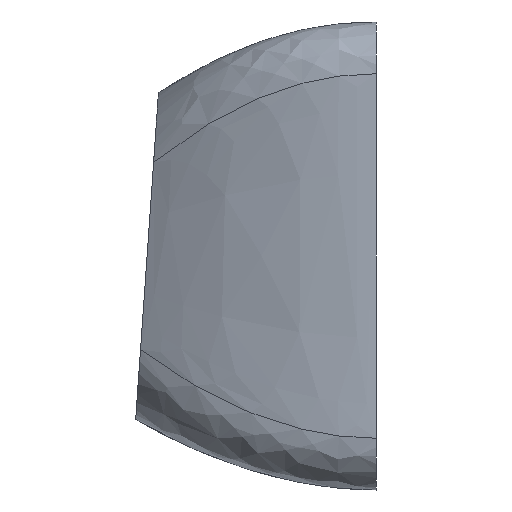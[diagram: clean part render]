
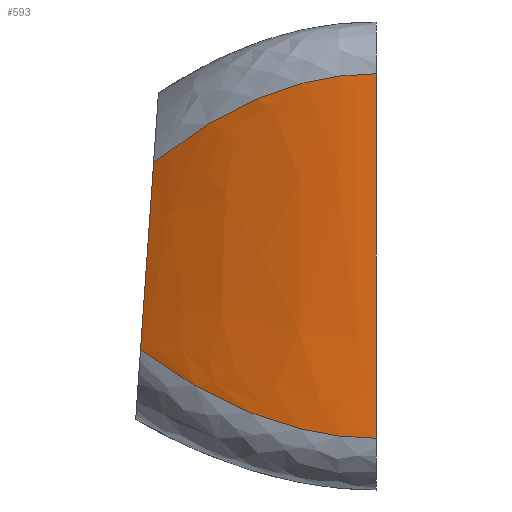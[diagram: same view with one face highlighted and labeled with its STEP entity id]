
A CAD part, left-side view. The second image highlights one B-rep face of the part: STEP entity #593.
In plain terms, the highlighted free-form (B-spline) face has degree [3, 3] with [4, 4] control points.
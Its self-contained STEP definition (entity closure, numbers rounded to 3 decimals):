
#22=LINE('',#1254,#67);
#27=LINE('',#1275,#72);
#67=VECTOR('',#667,10.);
#72=VECTOR('',#684,10.);
#133=B_SPLINE_SURFACE_WITH_KNOTS('',3,3,((#1395,#1396,#1397,#1398),(#1399,
#1400,#1401,#1402),(#1403,#1404,#1405,#1406),(#1407,#1408,#1409,#1410)),
 .UNSPECIFIED.,.F.,.F.,.F.,(4,4),(4,4),(0.,1.),(0.,1.),.UNSPECIFIED.);
#152=FACE_OUTER_BOUND('',#188,.T.);
#188=EDGE_LOOP('',(#469,#470,#471,#472));
#237=B_SPLINE_CURVE_WITH_KNOTS('',3,(#1391,#1392,#1393,#1394),
 .UNSPECIFIED.,.F.,.F.,(4,4),(0.,1.),.UNSPECIFIED.);
#238=B_SPLINE_CURVE_WITH_KNOTS('',3,(#1411,#1412,#1413,#1414),
 .UNSPECIFIED.,.F.,.F.,(4,4),(0.,1.),.UNSPECIFIED.);
#259=VERTEX_POINT('',#1251);
#260=VERTEX_POINT('',#1253);
#269=VERTEX_POINT('',#1272);
#270=VERTEX_POINT('',#1274);
#325=EDGE_CURVE('',#260,#259,#22,.T.);
#335=EDGE_CURVE('',#269,#270,#27,.T.);
#343=EDGE_CURVE('',#269,#260,#237,.T.);
#344=EDGE_CURVE('',#270,#259,#238,.T.);
#469=ORIENTED_EDGE('',*,*,#335,.F.);
#470=ORIENTED_EDGE('',*,*,#343,.T.);
#471=ORIENTED_EDGE('',*,*,#325,.T.);
#472=ORIENTED_EDGE('',*,*,#344,.F.);
#593=ADVANCED_FACE('',(#152),#133,.F.);
#667=DIRECTION('',(0.,0.,1.));
#684=DIRECTION('',(0.,-0.07,0.998));
#1251=CARTESIAN_POINT('',(0.,0.,16.1));
#1253=CARTESIAN_POINT('',(0.,0.,2.));
#1254=CARTESIAN_POINT('',(0.,0.,16.1));
#1272=CARTESIAN_POINT('',(2.7,9.12,5.431));
#1274=CARTESIAN_POINT('',(2.7,8.614,12.669));
#1275=CARTESIAN_POINT('',(2.7,8.614,12.669));
#1391=CARTESIAN_POINT('Ctrl Pts',(2.7,9.12,5.431));
#1392=CARTESIAN_POINT('Ctrl Pts',(0.9,6.08,3.144));
#1393=CARTESIAN_POINT('Ctrl Pts',(0.,2.956,
2.));
#1394=CARTESIAN_POINT('Ctrl Pts',(0.,0.,
2.));
#1395=CARTESIAN_POINT('Ctrl Pts',(2.7,9.12,5.431));
#1396=CARTESIAN_POINT('Ctrl Pts',(0.9,6.08,3.144));
#1397=CARTESIAN_POINT('Ctrl Pts',(0.,2.956,
2.));
#1398=CARTESIAN_POINT('Ctrl Pts',(0.,0.,
2.));
#1399=CARTESIAN_POINT('Ctrl Pts',(2.7,9.022,6.841));
#1400=CARTESIAN_POINT('Ctrl Pts',(0.939,6.014,4.776));
#1401=CARTESIAN_POINT('Ctrl Pts',(0.,2.956,
3.047));
#1402=CARTESIAN_POINT('Ctrl Pts',(0.,0.,
3.047));
#1403=CARTESIAN_POINT('Ctrl Pts',(2.7,8.713,11.259));
#1404=CARTESIAN_POINT('Ctrl Pts',(0.939,5.808,13.324));
#1405=CARTESIAN_POINT('Ctrl Pts',(0.,2.956,
15.053));
#1406=CARTESIAN_POINT('Ctrl Pts',(0.,0.,
15.053));
#1407=CARTESIAN_POINT('Ctrl Pts',(2.7,8.614,12.669));
#1408=CARTESIAN_POINT('Ctrl Pts',(0.9,5.743,14.956));
#1409=CARTESIAN_POINT('Ctrl Pts',(0.,2.956,
16.1));
#1410=CARTESIAN_POINT('Ctrl Pts',(0.,0.,16.1));
#1411=CARTESIAN_POINT('Ctrl Pts',(2.7,8.614,12.669));
#1412=CARTESIAN_POINT('Ctrl Pts',(0.9,5.743,14.956));
#1413=CARTESIAN_POINT('Ctrl Pts',(0.,2.956,
16.1));
#1414=CARTESIAN_POINT('Ctrl Pts',(0.,0.,16.1));
